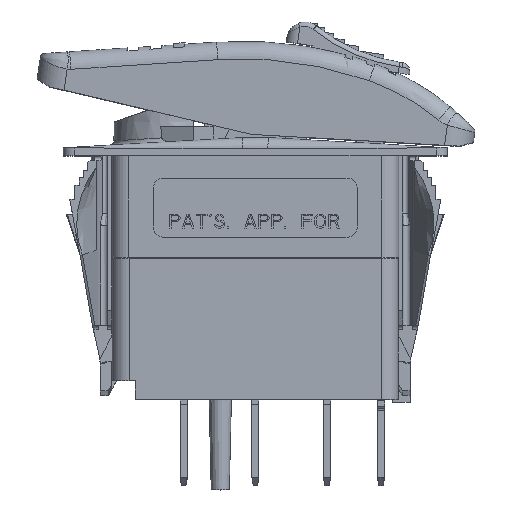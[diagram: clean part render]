
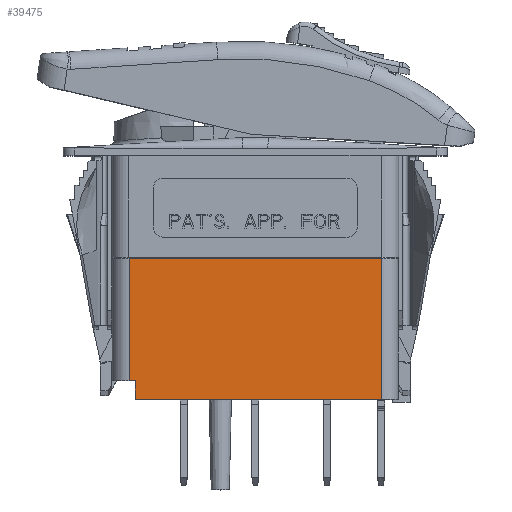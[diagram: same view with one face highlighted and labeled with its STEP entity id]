
A CAD part, top view. The second image highlights one B-rep face of the part: STEP entity #39475.
In plain terms, the highlighted planar face has unit normal (0, 0, 1).
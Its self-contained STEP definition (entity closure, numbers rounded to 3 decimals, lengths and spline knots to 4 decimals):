
#1230=DIRECTION('',(0.,-1.,0.));
#1231=VECTOR('',#1230,0.542);
#1232=CARTESIAN_POINT('',(-0.558,0.,0.41));
#1233=LINE('',#1232,#1231);
#1248=DIRECTION('',(-1.,0.,0.));
#1249=VECTOR('',#1248,1.116);
#1250=CARTESIAN_POINT('',(0.558,0.,0.41));
#1251=LINE('',#1250,#1249);
#1252=DIRECTION('',(1.,0.,0.));
#1253=VECTOR('',#1252,1.089);
#1254=CARTESIAN_POINT('',(-0.531,-0.625,0.41));
#1255=LINE('',#1254,#1253);
#1256=DIRECTION('',(0.,1.,0.));
#1257=VECTOR('',#1256,0.083);
#1258=CARTESIAN_POINT('',(-0.531,-0.625,0.41));
#1259=LINE('',#1258,#1257);
#1260=DIRECTION('',(1.,0.,0.));
#1261=VECTOR('',#1260,0.027);
#1262=CARTESIAN_POINT('',(-0.558,-0.542,0.41));
#1263=LINE('',#1262,#1261);
#1277=DIRECTION('',(0.,1.,0.));
#1278=VECTOR('',#1277,0.625);
#1279=CARTESIAN_POINT('',(0.558,-0.625,0.41));
#1280=LINE('',#1279,#1278);
#29526=CARTESIAN_POINT('',(-0.558,0.,0.41));
#29527=CARTESIAN_POINT('',(-0.558,-0.542,0.41));
#29528=VERTEX_POINT('',#29526);
#29529=VERTEX_POINT('',#29527);
#29548=CARTESIAN_POINT('',(0.558,-0.625,0.41));
#29549=CARTESIAN_POINT('',(0.558,0.,0.41));
#29550=VERTEX_POINT('',#29548);
#29551=VERTEX_POINT('',#29549);
#29774=CARTESIAN_POINT('',(-0.531,-0.625,0.41));
#29775=CARTESIAN_POINT('',(-0.531,-0.542,0.41));
#29776=VERTEX_POINT('',#29774);
#29777=VERTEX_POINT('',#29775);
#39458=CARTESIAN_POINT('',(0.,0.,0.41));
#39459=DIRECTION('',(0.,0.,1.));
#39460=DIRECTION('',(1.,0.,0.));
#39461=AXIS2_PLACEMENT_3D('',#39458,#39459,#39460);
#39462=PLANE('',#39461);
#39463=ORIENTED_EDGE('',*,*,#39449,.F.);
#39464=ORIENTED_EDGE('',*,*,#39287,.F.);
#39466=ORIENTED_EDGE('',*,*,#39465,.F.);
#39468=ORIENTED_EDGE('',*,*,#39467,.F.);
#39470=ORIENTED_EDGE('',*,*,#39469,.T.);
#39472=ORIENTED_EDGE('',*,*,#39471,.F.);
#39473=EDGE_LOOP('',(#39463,#39464,#39466,#39468,#39470,#39472));
#39474=FACE_OUTER_BOUND('',#39473,.F.);
#39287=EDGE_CURVE('',#29551,#29528,#1251,.T.);
#39449=EDGE_CURVE('',#29528,#29529,#1233,.T.);
#39465=EDGE_CURVE('',#29550,#29551,#1280,.T.);
#39467=EDGE_CURVE('',#29776,#29550,#1255,.T.);
#39469=EDGE_CURVE('',#29776,#29777,#1259,.T.);
#39471=EDGE_CURVE('',#29529,#29777,#1263,.T.);
#39475=ADVANCED_FACE('',(#39474),#39462,.T.);
